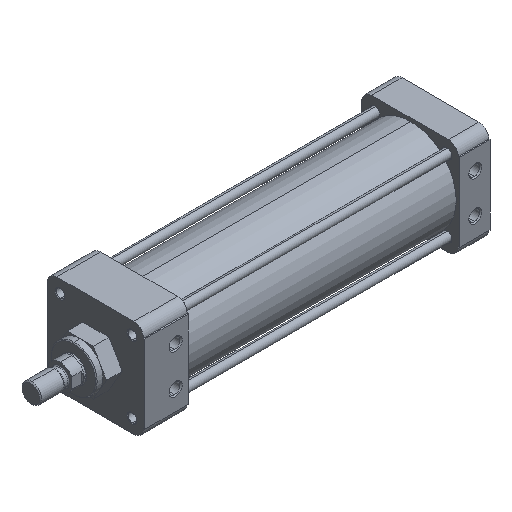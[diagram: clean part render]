
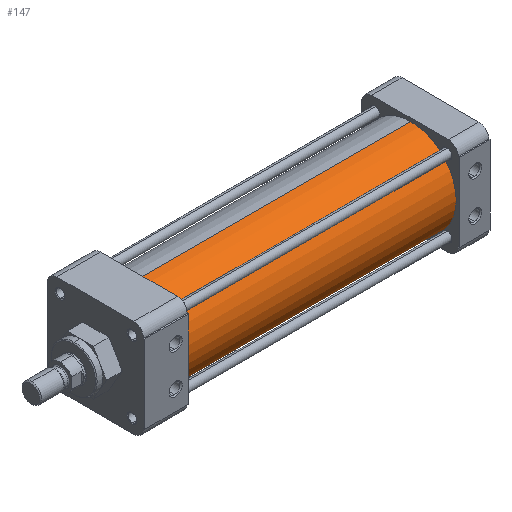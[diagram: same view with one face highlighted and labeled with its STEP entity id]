
A CAD part, isometric view. The second image highlights one B-rep face of the part: STEP entity #147.
In plain terms, the highlighted cylindrical face has radius 44.45 mm (diameter 88.9 mm), a partial arc.
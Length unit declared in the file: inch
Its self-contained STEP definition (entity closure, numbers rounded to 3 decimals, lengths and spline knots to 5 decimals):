
#147 = ADVANCED_FACE ( 'NONE', ( #7847 ), #8502, .T. ) ;
#422 = DIRECTION ( 'NONE',  ( 1., 0., 0. ) ) ;
#1869 = VERTEX_POINT ( 'NONE', #2505 ) ;
#2074 = DIRECTION ( 'NONE',  ( 1., 0., 0. ) ) ;
#2246 = CARTESIAN_POINT ( 'NONE',  ( 12.076, 0., 1.75 ) ) ;
#2505 = CARTESIAN_POINT ( 'NONE',  ( 1.67, 0., 1.75 ) ) ;
#3153 = AXIS2_PLACEMENT_3D ( 'NONE', #7639, #8739, #5010 ) ;
#3402 = DIRECTION ( 'NONE',  ( 1., 0., 0. ) ) ;
#3492 = ORIENTED_EDGE ( 'NONE', *, *, #11799, .F. ) ;
#3673 = EDGE_CURVE ( 'NONE', #1869, #11416, #7549, .T. ) ;
#4130 = ORIENTED_EDGE ( 'NONE', *, *, #14178, .T. ) ;
#4772 = CARTESIAN_POINT ( 'NONE',  ( 12.076, 0., -1.75 ) ) ;
#5010 = DIRECTION ( 'NONE',  ( 0., 0., -1. ) ) ;
#5275 = ORIENTED_EDGE ( 'NONE', *, *, #8029, .T. ) ;
#5738 = CARTESIAN_POINT ( 'NONE',  ( 12.076, 0., 1.75 ) ) ;
#6001 = VERTEX_POINT ( 'NONE', #4772 ) ;
#6106 = DIRECTION ( 'NONE',  ( -1., 0., 0. ) ) ;
#6702 = VECTOR ( 'NONE', #3402, 39.37008 ) ;
#7216 = CARTESIAN_POINT ( 'NONE',  ( 1.67, 0., 0. ) ) ;
#7322 = CIRCLE ( 'NONE', #10773, 1.75 ) ;
#7549 = CIRCLE ( 'NONE', #9307, 1.75 ) ;
#7639 = CARTESIAN_POINT ( 'NONE',  ( 12.076, 0., 0. ) ) ;
#7847 = FACE_OUTER_BOUND ( 'NONE', #13747, .T. ) ;
#8029 = EDGE_CURVE ( 'NONE', #6001, #10401, #7322, .T. ) ;
#8355 = DIRECTION ( 'NONE',  ( 0., 0., -1. ) ) ;
#8502 = CYLINDRICAL_SURFACE ( 'NONE', #3153, 1.75 ) ;
#8739 = DIRECTION ( 'NONE',  ( 1., 0., 0. ) ) ;
#8815 = CARTESIAN_POINT ( 'NONE',  ( 12.076, 0., -1.75 ) ) ;
#9307 = AXIS2_PLACEMENT_3D ( 'NONE', #7216, #422, #8355 ) ;
#9857 = LINE ( 'NONE', #2246, #6702 ) ;
#10163 = VECTOR ( 'NONE', #2074, 39.37008 ) ;
#10218 = CARTESIAN_POINT ( 'NONE',  ( 1.67, 0., -1.75 ) ) ;
#10401 = VERTEX_POINT ( 'NONE', #5738 ) ;
#10773 = AXIS2_PLACEMENT_3D ( 'NONE', #12861, #6106, #13989 ) ;
#11416 = VERTEX_POINT ( 'NONE', #10218 ) ;
#11799 = EDGE_CURVE ( 'NONE', #1869, #10401, #9857, .T. ) ;
#12861 = CARTESIAN_POINT ( 'NONE',  ( 12.076, 0., 0. ) ) ;
#13144 = LINE ( 'NONE', #8815, #10163 ) ;
#13518 = ORIENTED_EDGE ( 'NONE', *, *, #3673, .T. ) ;
#13747 = EDGE_LOOP ( 'NONE', ( #3492, #13518, #4130, #5275 ) ) ;
#13989 = DIRECTION ( 'NONE',  ( 0., 0., -1. ) ) ;
#14178 = EDGE_CURVE ( 'NONE', #11416, #6001, #13144, .T. ) ;
